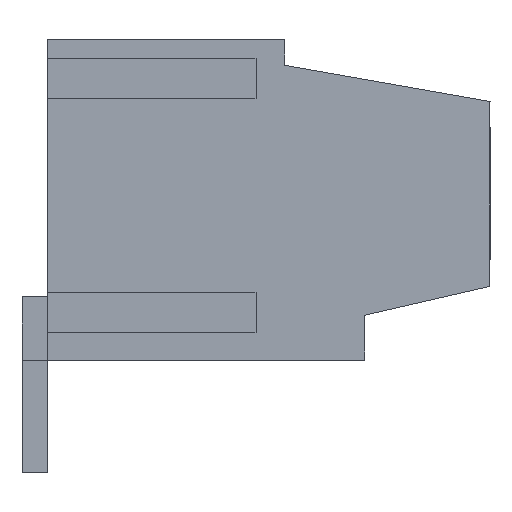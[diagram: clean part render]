
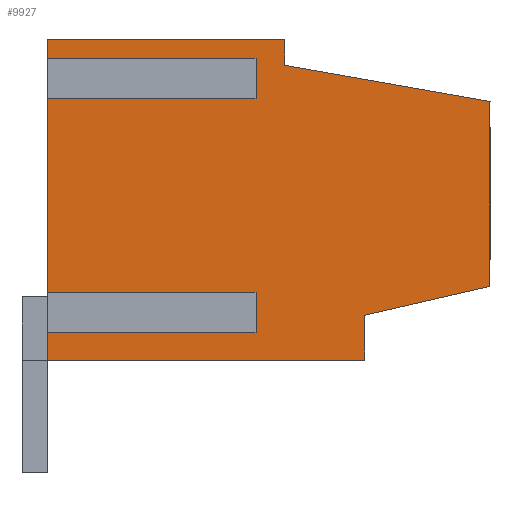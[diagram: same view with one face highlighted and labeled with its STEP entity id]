
A CAD part, left-side view. The second image highlights one B-rep face of the part: STEP entity #9927.
In plain terms, the highlighted planar face has unit normal (-1, 0, 0).
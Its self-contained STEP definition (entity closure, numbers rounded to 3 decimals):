
#9795=AXIS2_PLACEMENT_3D('Plane Axis2P3D',#9792,#9793,#9794) ;
#9792=CARTESIAN_POINT('Axis2P3D Location',(0.55,14.6,0.)) ;
#9797=CARTESIAN_POINT('Line Origine',(0.55,13.8,8.65)) ;
#9801=CARTESIAN_POINT('Vertex',(0.55,13.8,11.994)) ;
#9803=CARTESIAN_POINT('Vertex',(0.55,13.8,5.306)) ;
#9806=CARTESIAN_POINT('Line Origine',(0.55,10.55,5.306)) ;
#9810=CARTESIAN_POINT('Vertex',(0.55,7.3,5.306)) ;
#9813=CARTESIAN_POINT('Line Origine',(0.55,7.3,5.)) ;
#9817=CARTESIAN_POINT('Vertex',(0.55,7.3,4.694)) ;
#9820=CARTESIAN_POINT('Line Origine',(0.55,10.55,4.694)) ;
#9824=CARTESIAN_POINT('Vertex',(0.55,13.8,4.694)) ;
#9827=CARTESIAN_POINT('Line Origine',(0.55,13.8,4.097)) ;
#9831=CARTESIAN_POINT('Vertex',(0.55,13.8,3.5)) ;
#9834=CARTESIAN_POINT('Line Origine',(0.55,8.85,3.5)) ;
#9838=CARTESIAN_POINT('Vertex',(0.55,3.9,3.5)) ;
#9841=CARTESIAN_POINT('Line Origine',(0.55,3.9,4.2)) ;
#9845=CARTESIAN_POINT('Vertex',(0.55,3.9,4.9)) ;
#9848=CARTESIAN_POINT('Line Origine',(0.55,1.95,5.35)) ;
#9852=CARTESIAN_POINT('Vertex',(0.55,0.,5.8)) ;
#9855=CARTESIAN_POINT('Line Origine',(0.55,0.,8.686)) ;
#9859=CARTESIAN_POINT('Vertex',(0.55,0.,11.572)) ;
#9862=CARTESIAN_POINT('Line Origine',(0.55,3.2,12.136)) ;
#9866=CARTESIAN_POINT('Vertex',(0.55,6.4,12.7)) ;
#9869=CARTESIAN_POINT('Line Origine',(0.55,6.4,13.1)) ;
#9873=CARTESIAN_POINT('Vertex',(0.55,6.4,13.5)) ;
#9876=CARTESIAN_POINT('Line Origine',(0.55,10.1,13.5)) ;
#9880=CARTESIAN_POINT('Vertex',(0.55,13.8,13.5)) ;
#9883=CARTESIAN_POINT('Line Origine',(0.55,13.8,13.053)) ;
#9887=CARTESIAN_POINT('Vertex',(0.55,13.8,12.606)) ;
#9890=CARTESIAN_POINT('Line Origine',(0.55,10.55,12.606)) ;
#9894=CARTESIAN_POINT('Vertex',(0.55,7.3,12.606)) ;
#9897=CARTESIAN_POINT('Line Origine',(0.55,7.3,12.3)) ;
#9901=CARTESIAN_POINT('Vertex',(0.55,7.3,11.994)) ;
#9904=CARTESIAN_POINT('Line Origine',(0.55,10.55,11.994)) ;
#9793=DIRECTION('Axis2P3D Direction',(-1.,0.,0.)) ;
#9794=DIRECTION('Axis2P3D XDirection',(0.,-1.,0.)) ;
#9798=DIRECTION('Vector Direction',(0.,0.,-1.)) ;
#9807=DIRECTION('Vector Direction',(0.,-1.,0.)) ;
#9814=DIRECTION('Vector Direction',(0.,0.,-1.)) ;
#9821=DIRECTION('Vector Direction',(0.,-1.,0.)) ;
#9828=DIRECTION('Vector Direction',(0.,0.,-1.)) ;
#9835=DIRECTION('Vector Direction',(0.,-1.,0.)) ;
#9842=DIRECTION('Vector Direction',(0.,0.,1.)) ;
#9849=DIRECTION('Vector Direction',(0.,-0.974,0.225)) ;
#9856=DIRECTION('Vector Direction',(0.,0.,1.)) ;
#9863=DIRECTION('Vector Direction',(0.,0.985,0.174)) ;
#9870=DIRECTION('Vector Direction',(0.,0.,1.)) ;
#9877=DIRECTION('Vector Direction',(0.,1.,0.)) ;
#9884=DIRECTION('Vector Direction',(0.,0.,-1.)) ;
#9891=DIRECTION('Vector Direction',(0.,-1.,0.)) ;
#9898=DIRECTION('Vector Direction',(0.,0.,-1.)) ;
#9905=DIRECTION('Vector Direction',(0.,-1.,0.)) ;
#9799=VECTOR('Line Direction',#9798,1.) ;
#9808=VECTOR('Line Direction',#9807,1.) ;
#9815=VECTOR('Line Direction',#9814,1.) ;
#9822=VECTOR('Line Direction',#9821,1.) ;
#9829=VECTOR('Line Direction',#9828,1.) ;
#9836=VECTOR('Line Direction',#9835,1.) ;
#9843=VECTOR('Line Direction',#9842,1.) ;
#9850=VECTOR('Line Direction',#9849,1.) ;
#9857=VECTOR('Line Direction',#9856,1.) ;
#9864=VECTOR('Line Direction',#9863,1.) ;
#9871=VECTOR('Line Direction',#9870,1.) ;
#9878=VECTOR('Line Direction',#9877,1.) ;
#9885=VECTOR('Line Direction',#9884,1.) ;
#9892=VECTOR('Line Direction',#9891,1.) ;
#9899=VECTOR('Line Direction',#9898,1.) ;
#9906=VECTOR('Line Direction',#9905,1.) ;
#9910=ORIENTED_EDGE('',*,*,#9805,.T.) ;
#9911=ORIENTED_EDGE('',*,*,#9812,.T.) ;
#9912=ORIENTED_EDGE('',*,*,#9819,.T.) ;
#9913=ORIENTED_EDGE('',*,*,#9826,.F.) ;
#9914=ORIENTED_EDGE('',*,*,#9833,.T.) ;
#9915=ORIENTED_EDGE('',*,*,#9840,.T.) ;
#9916=ORIENTED_EDGE('',*,*,#9847,.T.) ;
#9917=ORIENTED_EDGE('',*,*,#9854,.T.) ;
#9918=ORIENTED_EDGE('',*,*,#9861,.T.) ;
#9919=ORIENTED_EDGE('',*,*,#9868,.T.) ;
#9920=ORIENTED_EDGE('',*,*,#9875,.T.) ;
#9921=ORIENTED_EDGE('',*,*,#9882,.T.) ;
#9922=ORIENTED_EDGE('',*,*,#9889,.T.) ;
#9923=ORIENTED_EDGE('',*,*,#9896,.T.) ;
#9924=ORIENTED_EDGE('',*,*,#9903,.T.) ;
#9925=ORIENTED_EDGE('',*,*,#9908,.F.) ;
#9927=ADVANCED_FACE('HOUSING',(#9926),#9796,.T.) ;
#9805=EDGE_CURVE('',#9802,#9804,#9800,.T.) ;
#9812=EDGE_CURVE('',#9804,#9811,#9809,.T.) ;
#9819=EDGE_CURVE('',#9811,#9818,#9816,.T.) ;
#9826=EDGE_CURVE('',#9825,#9818,#9823,.T.) ;
#9833=EDGE_CURVE('',#9825,#9832,#9830,.T.) ;
#9840=EDGE_CURVE('',#9832,#9839,#9837,.T.) ;
#9847=EDGE_CURVE('',#9839,#9846,#9844,.T.) ;
#9854=EDGE_CURVE('',#9846,#9853,#9851,.T.) ;
#9861=EDGE_CURVE('',#9853,#9860,#9858,.T.) ;
#9868=EDGE_CURVE('',#9860,#9867,#9865,.T.) ;
#9875=EDGE_CURVE('',#9867,#9874,#9872,.T.) ;
#9882=EDGE_CURVE('',#9874,#9881,#9879,.T.) ;
#9889=EDGE_CURVE('',#9881,#9888,#9886,.T.) ;
#9896=EDGE_CURVE('',#9888,#9895,#9893,.T.) ;
#9903=EDGE_CURVE('',#9895,#9902,#9900,.T.) ;
#9908=EDGE_CURVE('',#9802,#9902,#9907,.T.) ;
#9909=EDGE_LOOP('',(#9910,#9911,#9912,#9913,#9914,#9915,#9916,#9917,#9918,#9919,#9920,#9921,#9922,#9923,#9924,#9925)) ;
#9926=FACE_OUTER_BOUND('',#9909,.T.) ;
#9800=LINE('Line',#9797,#9799) ;
#9809=LINE('Line',#9806,#9808) ;
#9816=LINE('Line',#9813,#9815) ;
#9823=LINE('Line',#9820,#9822) ;
#9830=LINE('Line',#9827,#9829) ;
#9837=LINE('Line',#9834,#9836) ;
#9844=LINE('Line',#9841,#9843) ;
#9851=LINE('Line',#9848,#9850) ;
#9858=LINE('Line',#9855,#9857) ;
#9865=LINE('Line',#9862,#9864) ;
#9872=LINE('Line',#9869,#9871) ;
#9879=LINE('Line',#9876,#9878) ;
#9886=LINE('Line',#9883,#9885) ;
#9893=LINE('Line',#9890,#9892) ;
#9900=LINE('Line',#9897,#9899) ;
#9907=LINE('Line',#9904,#9906) ;
#9796=PLANE('',#9795) ;
#9802=VERTEX_POINT('',#9801) ;
#9804=VERTEX_POINT('',#9803) ;
#9811=VERTEX_POINT('',#9810) ;
#9818=VERTEX_POINT('',#9817) ;
#9825=VERTEX_POINT('',#9824) ;
#9832=VERTEX_POINT('',#9831) ;
#9839=VERTEX_POINT('',#9838) ;
#9846=VERTEX_POINT('',#9845) ;
#9853=VERTEX_POINT('',#9852) ;
#9860=VERTEX_POINT('',#9859) ;
#9867=VERTEX_POINT('',#9866) ;
#9874=VERTEX_POINT('',#9873) ;
#9881=VERTEX_POINT('',#9880) ;
#9888=VERTEX_POINT('',#9887) ;
#9895=VERTEX_POINT('',#9894) ;
#9902=VERTEX_POINT('',#9901) ;
